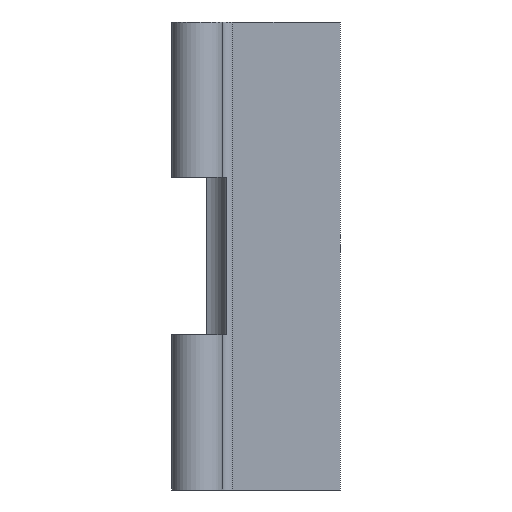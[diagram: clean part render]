
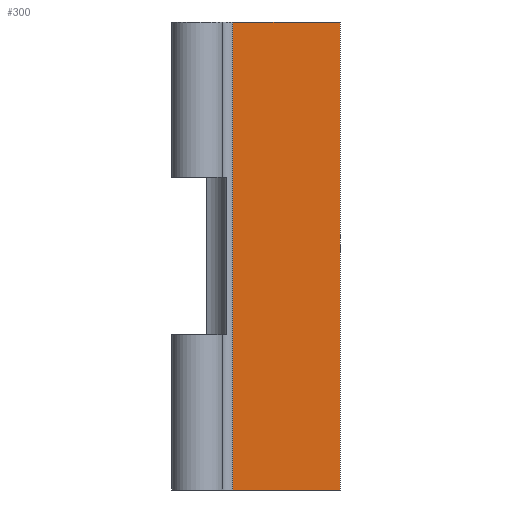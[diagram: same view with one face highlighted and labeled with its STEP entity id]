
A CAD part, front view. The second image highlights one B-rep face of the part: STEP entity #300.
In plain terms, the highlighted planar face has unit normal (0, -1, 0).
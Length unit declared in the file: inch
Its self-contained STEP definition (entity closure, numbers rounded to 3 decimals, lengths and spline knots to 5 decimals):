
#22=PLANE('',#352);
#36=FACE_OUTER_BOUND('',#54,.T.);
#54=EDGE_LOOP('',(#249,#250,#251,#252));
#87=LINE('',#483,#111);
#97=LINE('',#519,#121);
#99=LINE('',#525,#123);
#100=LINE('',#526,#124);
#111=VECTOR('',#385,0.3937);
#121=VECTOR('',#425,0.3937);
#123=VECTOR('',#431,0.3937);
#124=VECTOR('',#432,0.3937);
#139=VERTEX_POINT('',#480);
#140=VERTEX_POINT('',#482);
#151=VERTEX_POINT('',#518);
#153=VERTEX_POINT('',#524);
#167=EDGE_CURVE('',#140,#139,#87,.T.);
#186=EDGE_CURVE('',#151,#140,#97,.T.);
#189=EDGE_CURVE('',#139,#153,#99,.T.);
#190=EDGE_CURVE('',#151,#153,#100,.T.);
#249=ORIENTED_EDGE('',*,*,#186,.T.);
#250=ORIENTED_EDGE('',*,*,#167,.T.);
#251=ORIENTED_EDGE('',*,*,#189,.T.);
#252=ORIENTED_EDGE('',*,*,#190,.F.);
#300=ADVANCED_FACE('',(#36),#22,.T.);
#352=AXIS2_PLACEMENT_3D('',#523,#429,#430);
#385=DIRECTION('',(1.,0.,0.));
#425=DIRECTION('',(0.,0.,-1.));
#429=DIRECTION('center_axis',(0.,-1.,0.));
#430=DIRECTION('ref_axis',(1.,0.,0.));
#431=DIRECTION('',(0.,0.,1.));
#432=DIRECTION('',(1.,0.,0.));
#480=CARTESIAN_POINT('',(0.275,0.,-0.601));
#482=CARTESIAN_POINT('',(0.0677,0.,-0.601));
#483=CARTESIAN_POINT('',(0.19375,0.,-0.601));
#518=CARTESIAN_POINT('',(0.0677,0.,0.299));
#519=CARTESIAN_POINT('',(0.0677,0.,0.));
#523=CARTESIAN_POINT('Origin',(0.05,0.,0.));
#524=CARTESIAN_POINT('',(0.275,0.,0.299));
#525=CARTESIAN_POINT('',(0.275,0.,0.));
#526=CARTESIAN_POINT('',(0.025,0.,0.299));
